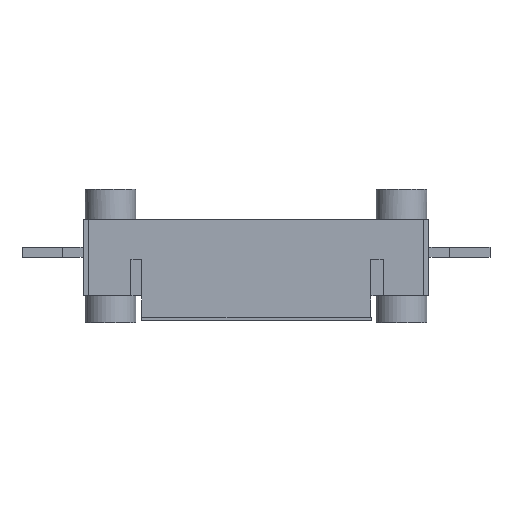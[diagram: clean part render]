
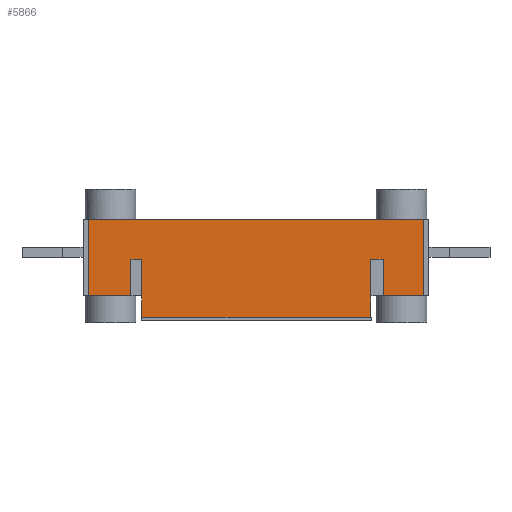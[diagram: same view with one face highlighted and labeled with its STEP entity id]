
A CAD part, left-side view. The second image highlights one B-rep face of the part: STEP entity #5866.
In plain terms, the highlighted planar face has unit normal (-1, 0, 0).
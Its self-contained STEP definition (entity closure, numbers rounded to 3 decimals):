
#8 = CARTESIAN_POINT ( 'NONE',  ( -52.5, 82.5, 47.036 ) ) ;
#114 = CARTESIAN_POINT ( 'NONE',  ( -52.5, 61.5, 6. ) ) ;
#137 = FACE_OUTER_BOUND ( 'NONE', #5832, .T. ) ;
#197 = ORIENTED_EDGE ( 'NONE', *, *, #4381, .F. ) ;
#231 = DIRECTION ( 'NONE',  ( 0., 0., -1. ) ) ;
#245 = ORIENTED_EDGE ( 'NONE', *, *, #4278, .F. ) ;
#269 = ORIENTED_EDGE ( 'NONE', *, *, #692, .T. ) ;
#276 = EDGE_CURVE ( 'NONE', #7176, #470, #6616, .T. ) ;
#357 = ORIENTED_EDGE ( 'NONE', *, *, #3449, .T. ) ;
#423 = ORIENTED_EDGE ( 'NONE', *, *, #1536, .F. ) ;
#470 = VERTEX_POINT ( 'NONE', #5661 ) ;
#507 = DIRECTION ( 'NONE',  ( 0., 0., -1. ) ) ;
#640 = DIRECTION ( 'NONE',  ( 0., 0., 1. ) ) ;
#664 = LINE ( 'NONE', #3704, #3388 ) ;
#681 = CARTESIAN_POINT ( 'NONE',  ( -52.5, -82.5, 47.036 ) ) ;
#692 = EDGE_CURVE ( 'NONE', #7090, #2749, #1269, .T. ) ;
#710 = CARTESIAN_POINT ( 'NONE',  ( -52.5, -82.5, 6. ) ) ;
#798 = CARTESIAN_POINT ( 'NONE',  ( -52.5, -62.5, 6. ) ) ;
#904 = VECTOR ( 'NONE', #2756, 1000. ) ;
#997 = CARTESIAN_POINT ( 'NONE',  ( -52.5, -56.333, 197.416 ) ) ;
#1030 = ORIENTED_EDGE ( 'NONE', *, *, #5386, .F. ) ;
#1034 = LINE ( 'NONE', #997, #6876 ) ;
#1068 = LINE ( 'NONE', #3152, #904 ) ;
#1268 = VECTOR ( 'NONE', #2087, 1000. ) ;
#1269 = LINE ( 'NONE', #4927, #2534 ) ;
#1271 = DIRECTION ( 'NONE',  ( 0., 0., -1. ) ) ;
#1532 = VECTOR ( 'NONE', #1848, 1000. ) ;
#1536 = EDGE_CURVE ( 'NONE', #3086, #3303, #6152, .T. ) ;
#1605 = ORIENTED_EDGE ( 'NONE', *, *, #7131, .T. ) ;
#1644 = VERTEX_POINT ( 'NONE', #1777 ) ;
#1748 = DIRECTION ( 'NONE',  ( 0., -1., 0. ) ) ;
#1777 = CARTESIAN_POINT ( 'NONE',  ( -52.5, -62.5, 24. ) ) ;
#1819 = CARTESIAN_POINT ( 'NONE',  ( -52.5, -56.5, 13. ) ) ;
#1848 = DIRECTION ( 'NONE',  ( 0., 0., -1. ) ) ;
#1854 = VECTOR ( 'NONE', #6371, 1000. ) ;
#1910 = CARTESIAN_POINT ( 'NONE',  ( -52.5, 85., 43.5 ) ) ;
#1932 = LINE ( 'NONE', #2999, #6327 ) ;
#1962 = ORIENTED_EDGE ( 'NONE', *, *, #7179, .T. ) ;
#2087 = DIRECTION ( 'NONE',  ( 0., 1., 0. ) ) ;
#2117 = VECTOR ( 'NONE', #640, 1000. ) ;
#2140 = CARTESIAN_POINT ( 'NONE',  ( -52.5, 61.5, 24. ) ) ;
#2427 = VERTEX_POINT ( 'NONE', #5759 ) ;
#2440 = CARTESIAN_POINT ( 'NONE',  ( -52.5, -56.333, 24. ) ) ;
#2488 = DIRECTION ( 'NONE',  ( 0., 0., -1. ) ) ;
#2499 = DIRECTION ( 'NONE',  ( 0., 1., 0. ) ) ;
#2534 = VECTOR ( 'NONE', #4876, 1000. ) ;
#2629 = LINE ( 'NONE', #681, #6529 ) ;
#2733 = CARTESIAN_POINT ( 'NONE',  ( -52.5, -62.5, 24. ) ) ;
#2749 = VERTEX_POINT ( 'NONE', #6005 ) ;
#2751 = VERTEX_POINT ( 'NONE', #5956 ) ;
#2756 = DIRECTION ( 'NONE',  ( 0., -1., 0. ) ) ;
#2999 = CARTESIAN_POINT ( 'NONE',  ( -52.5, -56.333, 197.416 ) ) ;
#3029 = VECTOR ( 'NONE', #3454, 1000. ) ;
#3086 = VERTEX_POINT ( 'NONE', #4573 ) ;
#3088 = VECTOR ( 'NONE', #231, 1000. ) ;
#3143 = DIRECTION ( 'NONE',  ( 0., 1., 0. ) ) ;
#3152 = CARTESIAN_POINT ( 'NONE',  ( -52.5, 0., 6. ) ) ;
#3163 = DIRECTION ( 'NONE',  ( 1., 0., 0. ) ) ;
#3303 = VERTEX_POINT ( 'NONE', #3904 ) ;
#3307 = PLANE ( 'NONE',  #4588 ) ;
#3388 = VECTOR ( 'NONE', #3728, 1000. ) ;
#3433 = VECTOR ( 'NONE', #1748, 1000. ) ;
#3449 = EDGE_CURVE ( 'NONE', #6832, #4482, #1068, .T. ) ;
#3454 = DIRECTION ( 'NONE',  ( 0., -1., 0. ) ) ;
#3492 = CARTESIAN_POINT ( 'NONE',  ( -52.5, -56.333, 13. ) ) ;
#3539 = VERTEX_POINT ( 'NONE', #2440 ) ;
#3594 = CARTESIAN_POINT ( 'NONE',  ( -52.5, 56.207, -4.5 ) ) ;
#3626 = LINE ( 'NONE', #798, #2117 ) ;
#3704 = CARTESIAN_POINT ( 'NONE',  ( -52.5, 56.207, 197.416 ) ) ;
#3718 = CARTESIAN_POINT ( 'NONE',  ( -52.5, 85., 43.5 ) ) ;
#3728 = DIRECTION ( 'NONE',  ( 0., 0., -1. ) ) ;
#3904 = CARTESIAN_POINT ( 'NONE',  ( -52.5, 61.5, 24. ) ) ;
#4043 = CARTESIAN_POINT ( 'NONE',  ( -52.5, 82.5, 6. ) ) ;
#4129 = EDGE_CURVE ( 'NONE', #6803, #2751, #5813, .T. ) ;
#4135 = ORIENTED_EDGE ( 'NONE', *, *, #5652, .F. ) ;
#4179 = ORIENTED_EDGE ( 'NONE', *, *, #5582, .F. ) ;
#4194 = ORIENTED_EDGE ( 'NONE', *, *, #5593, .F. ) ;
#4272 = VECTOR ( 'NONE', #4334, 1000. ) ;
#4278 = EDGE_CURVE ( 'NONE', #1644, #3539, #5902, .T. ) ;
#4334 = DIRECTION ( 'NONE',  ( 0., -1., 0. ) ) ;
#4373 = CARTESIAN_POINT ( 'NONE',  ( -52.5, -56.333, -4.5 ) ) ;
#4381 = EDGE_CURVE ( 'NONE', #2427, #4723, #5000, .T. ) ;
#4406 = CARTESIAN_POINT ( 'NONE',  ( -52.5, 0., 6. ) ) ;
#4482 = VERTEX_POINT ( 'NONE', #710 ) ;
#4573 = CARTESIAN_POINT ( 'NONE',  ( -52.5, 56.207, 24. ) ) ;
#4582 = LINE ( 'NONE', #3594, #3029 ) ;
#4588 = AXIS2_PLACEMENT_3D ( 'NONE', #3718, #3163, #3143 ) ;
#4591 = CARTESIAN_POINT ( 'NONE',  ( -52.5, 56.207, -4.5 ) ) ;
#4685 = CARTESIAN_POINT ( 'NONE',  ( -52.5, -82.5, 43.5 ) ) ;
#4723 = VERTEX_POINT ( 'NONE', #4685 ) ;
#4876 = DIRECTION ( 'NONE',  ( 0., -1., 0. ) ) ;
#4927 = CARTESIAN_POINT ( 'NONE',  ( -52.5, 0., 6. ) ) ;
#5000 = LINE ( 'NONE', #1910, #3433 ) ;
#5002 = LINE ( 'NONE', #8, #5189 ) ;
#5066 = ORIENTED_EDGE ( 'NONE', *, *, #5644, .T. ) ;
#5189 = VECTOR ( 'NONE', #6011, 1000. ) ;
#5367 = LINE ( 'NONE', #114, #3088 ) ;
#5386 = EDGE_CURVE ( 'NONE', #6803, #6610, #1932, .T. ) ;
#5429 = ORIENTED_EDGE ( 'NONE', *, *, #5432, .F. ) ;
#5432 = EDGE_CURVE ( 'NONE', #470, #2751, #6086, .T. ) ;
#5554 = EDGE_CURVE ( 'NONE', #3539, #7176, #1034, .T. ) ;
#5582 = EDGE_CURVE ( 'NONE', #6832, #1644, #3626, .T. ) ;
#5593 = EDGE_CURVE ( 'NONE', #4723, #4482, #2629, .T. ) ;
#5644 = EDGE_CURVE ( 'NONE', #2427, #7090, #5002, .T. ) ;
#5652 = EDGE_CURVE ( 'NONE', #3303, #2749, #5367, .T. ) ;
#5661 = CARTESIAN_POINT ( 'NONE',  ( -52.5, -56.5, 13. ) ) ;
#5726 = VECTOR ( 'NONE', #2499, 1000. ) ;
#5759 = CARTESIAN_POINT ( 'NONE',  ( -52.5, 82.5, 43.5 ) ) ;
#5813 = LINE ( 'NONE', #4406, #4272 ) ;
#5822 = ORIENTED_EDGE ( 'NONE', *, *, #4129, .T. ) ;
#5832 = EDGE_LOOP ( 'NONE', ( #1030, #5822, #5429, #6851, #5883, #245, #4179, #357, #4194, #197, #5066, #269, #4135, #423, #1605, #1962 ) ) ;
#5866 = ADVANCED_FACE ( 'NONE', ( #137 ), #3307, .F. ) ;
#5883 = ORIENTED_EDGE ( 'NONE', *, *, #5554, .F. ) ;
#5902 = LINE ( 'NONE', #2733, #5726 ) ;
#5956 = CARTESIAN_POINT ( 'NONE',  ( -52.5, -56.5, 6. ) ) ;
#6005 = CARTESIAN_POINT ( 'NONE',  ( -52.5, 61.5, 6. ) ) ;
#6011 = DIRECTION ( 'NONE',  ( 0., 0., -1. ) ) ;
#6086 = LINE ( 'NONE', #1819, #1532 ) ;
#6152 = LINE ( 'NONE', #2140, #1268 ) ;
#6327 = VECTOR ( 'NONE', #2488, 1000. ) ;
#6342 = CARTESIAN_POINT ( 'NONE',  ( -52.5, -62.5, 6. ) ) ;
#6347 = CARTESIAN_POINT ( 'NONE',  ( -52.5, -43.5, 13. ) ) ;
#6371 = DIRECTION ( 'NONE',  ( 0., -1., 0. ) ) ;
#6529 = VECTOR ( 'NONE', #507, 1000. ) ;
#6610 = VERTEX_POINT ( 'NONE', #4373 ) ;
#6616 = LINE ( 'NONE', #6347, #1854 ) ;
#6668 = CARTESIAN_POINT ( 'NONE',  ( -52.5, -56.333, 6. ) ) ;
#6803 = VERTEX_POINT ( 'NONE', #6668 ) ;
#6832 = VERTEX_POINT ( 'NONE', #6342 ) ;
#6851 = ORIENTED_EDGE ( 'NONE', *, *, #276, .F. ) ;
#6876 = VECTOR ( 'NONE', #1271, 1000. ) ;
#7040 = VERTEX_POINT ( 'NONE', #4591 ) ;
#7090 = VERTEX_POINT ( 'NONE', #4043 ) ;
#7131 = EDGE_CURVE ( 'NONE', #3086, #7040, #664, .T. ) ;
#7176 = VERTEX_POINT ( 'NONE', #3492 ) ;
#7179 = EDGE_CURVE ( 'NONE', #7040, #6610, #4582, .T. ) ;
